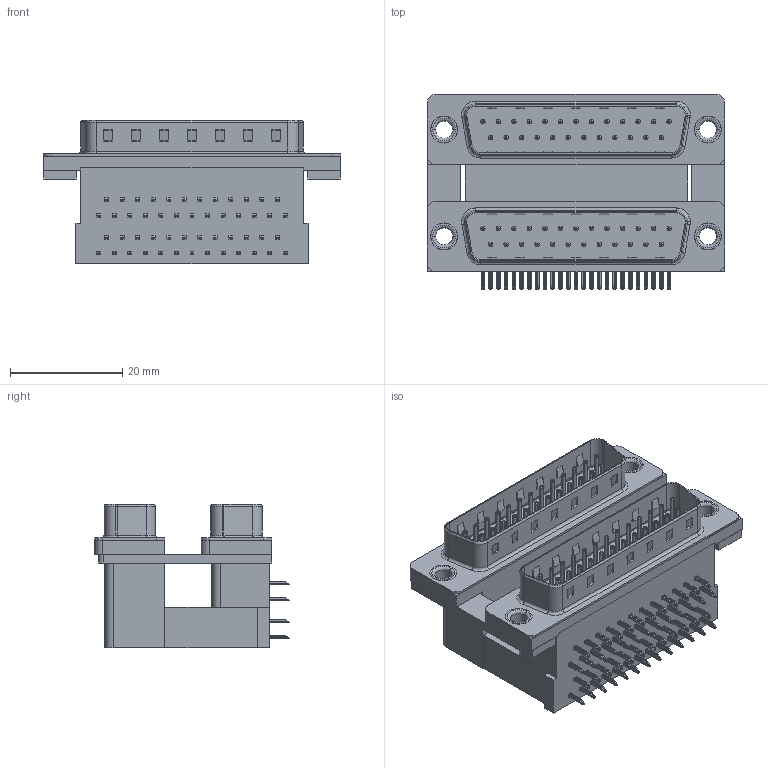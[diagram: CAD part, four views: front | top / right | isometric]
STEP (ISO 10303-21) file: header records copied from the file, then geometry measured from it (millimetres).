
FILE_DESCRIPTION (( 'STEP AP203' ), '1' );
FILE_NAME ('661-025-664-007.STEP', '2020-09-11T00:27:42', ( '' ), ( '' ), 'SwSTEP 2.0', 'SolidWorks 2020', '' );
FILE_SCHEMA (( 'CONFIG_CONTROL_DESIGN' ));
Length unit declared in the file: millimetre
Products named in the file (11): 661 Shell_25 Contacts; 661 Housing Lower_25 Contacts; 661 Contact Top Upper_M; 661 Mounting Bracket_NoneM; 661 Housing Upper_25 Contacts M; 661 Contact Top Lower; 661 Thru Hole Rivet; 661 Contact Bottom Lower; 661 Housing Spacer_25 Contacts M; 661-025-664-007; 661 Contact Bottom Upper_M
Assembly tree (61 placements, depth 2):
  661-025-664-007
    661 Housing Lower_25 Contacts
    661 Housing Spacer_25 Contacts M
    661 Housing Upper_25 Contacts M
    661 Shell_25 Contacts  x2
    661 Contact Bottom Lower  x12
    661 Contact Top Lower  x13
    661 Contact Bottom Upper_M  x12
    661 Contact Top Upper_M  x13
    661 Mounting Bracket_NoneM  x2
    661 Thru Hole Rivet  x4
Bounding box: 53.04 x 34.78 x 25.6 mm (x, y, z)
Volume: 20986.9 mm3; surface area: 21608.6 mm2
Topology: 61 solids, 61 shells, 4510 faces, 11160 edges, 6898 vertices
Faces by surface type: plane 2934, cylinder 1230, torus 346
Entity records: 37469 total; most frequent: CARTESIAN_POINT 6069, DIRECTION 5988, ORIENTED_EDGE 5824, EDGE_CURVE 2912, LINE 2260, VECTOR 2260, VERTEX_POINT 1881, AXIS2_PLACEMENT_3D 1864
